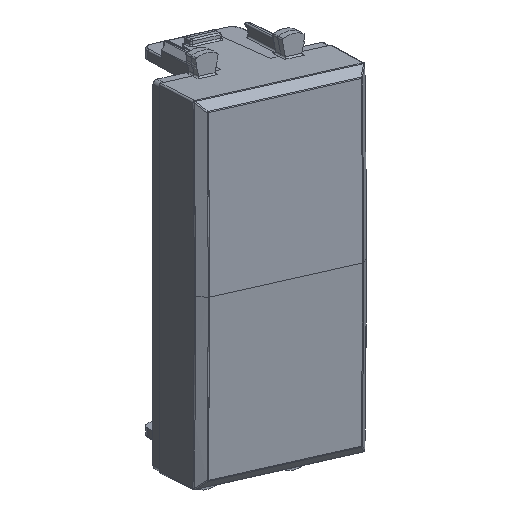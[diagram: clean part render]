
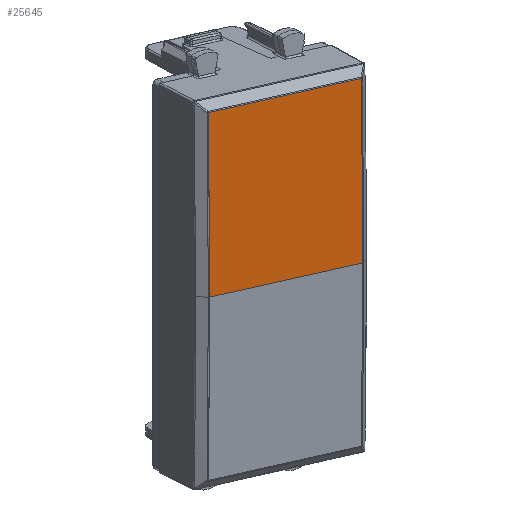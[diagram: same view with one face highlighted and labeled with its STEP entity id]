
A CAD part, top view. The second image highlights one B-rep face of the part: STEP entity #25645.
In plain terms, the highlighted cylindrical face has radius 835.133 mm (diameter 1670.27 mm), a partial arc.
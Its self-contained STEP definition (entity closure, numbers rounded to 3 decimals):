
#22320=CARTESIAN_POINT('Axis2P3D Location',(0.,0.,-825.858)) ;
#22325=CARTESIAN_POINT('Line Origine',(0.,0.,9.275)) ;
#22329=CARTESIAN_POINT('Vertex',(0.,-9.914,9.275)) ;
#22331=CARTESIAN_POINT('Vertex',(0.,9.914,9.275)) ;
#24665=CARTESIAN_POINT('Vertex',(-21.165,-9.916,9.007)) ;
#24669=CARTESIAN_POINT('Control Point',(-21.165,-9.916,9.007)) ;
#24670=CARTESIAN_POINT('Control Point',(-17.001,-9.915,9.112)) ;
#24671=CARTESIAN_POINT('Control Point',(-12.838,-9.914,9.192)) ;
#24672=CARTESIAN_POINT('Control Point',(-8.673,-9.914,9.246)) ;
#24673=CARTESIAN_POINT('Control Point',(-4.44,-9.914,9.274)) ;
#24674=CARTESIAN_POINT('Control Point',(-0.206,-9.914,9.275)) ;
#24675=CARTESIAN_POINT('Control Point',(-0.138,-9.914,9.275)) ;
#24676=CARTESIAN_POINT('Control Point',(-0.069,-9.914,9.275)) ;
#24677=CARTESIAN_POINT('Control Point',(0.,-9.914,9.275)) ;
#24745=CARTESIAN_POINT('Vertex',(-21.165,9.916,9.007)) ;
#24753=CARTESIAN_POINT('Line Origine',(-21.165,0.,9.007)) ;
#25625=CARTESIAN_POINT('Control Point',(-21.165,9.916,9.007)) ;
#25626=CARTESIAN_POINT('Control Point',(-16.933,9.915,9.114)) ;
#25627=CARTESIAN_POINT('Control Point',(-12.7,9.914,9.195)) ;
#25628=CARTESIAN_POINT('Control Point',(-8.467,9.914,9.248)) ;
#25629=CARTESIAN_POINT('Control Point',(-4.233,9.914,9.275)) ;
#25630=CARTESIAN_POINT('Control Point',(0.,9.914,9.275)) ;
#22321=DIRECTION('Axis2P3D Direction',(0.,1.,-0.)) ;
#22322=DIRECTION('Axis2P3D XDirection',(-0.027,0.,1.)) ;
#22326=DIRECTION('Vector Direction',(0.,1.,0.)) ;
#24754=DIRECTION('Vector Direction',(0.,1.,0.)) ;
#22323=AXIS2_PLACEMENT_3D('Cylinder Axis2P3D',#22320,#22321,#22322) ;
#25640=ORIENTED_EDGE('',*,*,#22333,.T.) ;
#25641=ORIENTED_EDGE('',*,*,#25631,.T.) ;
#25642=ORIENTED_EDGE('',*,*,#24757,.T.) ;
#25643=ORIENTED_EDGE('',*,*,#24678,.T.) ;
#22327=VECTOR('Line Direction',#22326,1.) ;
#24755=VECTOR('Line Direction',#24754,1.) ;
#25645=ADVANCED_FACE('PartBody',(#25644),#22324,.T.) ;
#24668=B_SPLINE_CURVE_WITH_KNOTS('',5,(#24669,#24670,#24671,#24672,#24673,#24674,#24675,#24676,#24677),.UNSPECIFIED.,.F.,.U.,(6,3,6),(9.524,45.574,46.17),.UNSPECIFIED.) ;
#25624=B_SPLINE_CURVE_WITH_KNOTS('',5,(#25625,#25626,#25627,#25628,#25629,#25630),.UNSPECIFIED.,.F.,.U.,(6,6),(9.524,46.17),.UNSPECIFIED.) ;
#22324=CYLINDRICAL_SURFACE('generated cylinder',#22323,835.133) ;
#22333=EDGE_CURVE('',#22330,#22332,#22328,.T.) ;
#24678=EDGE_CURVE('',#24666,#22330,#24668,.T.) ;
#24757=EDGE_CURVE('',#24746,#24666,#24756,.F.) ;
#25631=EDGE_CURVE('',#22332,#24746,#25624,.F.) ;
#25639=EDGE_LOOP('',(#25640,#25641,#25642,#25643)) ;
#25644=FACE_OUTER_BOUND('',#25639,.T.) ;
#22328=LINE('Line',#22325,#22327) ;
#24756=LINE('Line',#24753,#24755) ;
#22330=VERTEX_POINT('',#22329) ;
#22332=VERTEX_POINT('',#22331) ;
#24666=VERTEX_POINT('',#24665) ;
#24746=VERTEX_POINT('',#24745) ;
